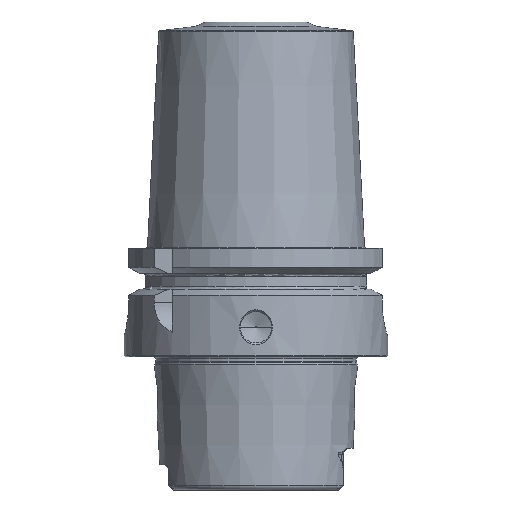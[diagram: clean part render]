
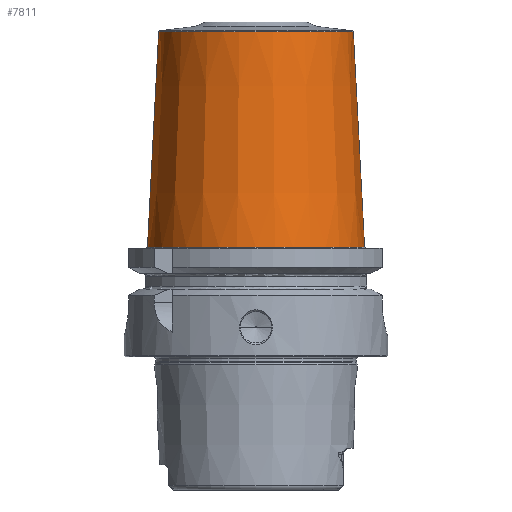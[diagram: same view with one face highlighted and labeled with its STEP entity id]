
A CAD part, left-side view. The second image highlights one B-rep face of the part: STEP entity #7811.
In plain terms, the highlighted conical face has half-angle 3 degrees and reference radius 24.61 mm.
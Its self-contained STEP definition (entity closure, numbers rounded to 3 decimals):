
#4579=DIRECTION('',(0.,0.052,-0.999));
#4580=VECTOR('',#4579,51.628);
#4581=CARTESIAN_POINT('',(0.,23.259,77.697));
#4582=LINE('',#4581,#4580);
#4586=DIRECTION('',(0.,-0.052,-0.999));
#4587=VECTOR('',#4586,51.628);
#4588=CARTESIAN_POINT('',(0.,-23.259,77.697));
#4589=LINE('',#4588,#4587);
#4601=CARTESIAN_POINT('',(0.,0.,77.697));
#4602=DIRECTION('',(0.,0.,1.));
#4603=DIRECTION('',(0.,1.,0.));
#4604=AXIS2_PLACEMENT_3D('',#4601,#4602,#4603);
#4609=CARTESIAN_POINT('',(0.,0.,26.14));
#4610=DIRECTION('',(0.,0.,1.));
#4611=DIRECTION('',(0.,1.,0.));
#4612=AXIS2_PLACEMENT_3D('',#4609,#4610,#4611);
#5267=CARTESIAN_POINT('',(0.,23.259,77.697));
#5268=VERTEX_POINT('',#5267);
#5269=CARTESIAN_POINT('',(0.,25.961,26.14));
#5270=VERTEX_POINT('',#5269);
#5277=CARTESIAN_POINT('',(0.,-23.259,77.697));
#5278=VERTEX_POINT('',#5277);
#5279=CARTESIAN_POINT('',(0.,-25.961,26.14));
#5280=VERTEX_POINT('',#5279);
#7799=CARTESIAN_POINT('',(0.,0.,51.918));
#7800=DIRECTION('',(0.,0.,-1.));
#7801=DIRECTION('',(0.,1.,0.));
#7802=AXIS2_PLACEMENT_3D('',#7799,#7800,#7801);
#7803=CONICAL_SURFACE('',#7802,24.61,3.);
#7804=ORIENTED_EDGE('',*,*,#7789,.F.);
#7805=ORIENTED_EDGE('',*,*,#7766,.T.);
#7806=ORIENTED_EDGE('',*,*,#7793,.T.);
#7808=ORIENTED_EDGE('',*,*,#7807,.F.);
#7809=EDGE_LOOP('',(#7804,#7805,#7806,#7808));
#7810=FACE_OUTER_BOUND('',#7809,.F.);
#4605=CIRCLE('',#4604,23.259);
#4613=CIRCLE('',#4612,25.961);
#7766=EDGE_CURVE('',#5268,#5278,#4605,.T.);
#7789=EDGE_CURVE('',#5268,#5270,#4582,.T.);
#7793=EDGE_CURVE('',#5278,#5280,#4589,.T.);
#7807=EDGE_CURVE('',#5270,#5280,#4613,.T.);
#7811=ADVANCED_FACE('',(#7810),#7803,.T.);
